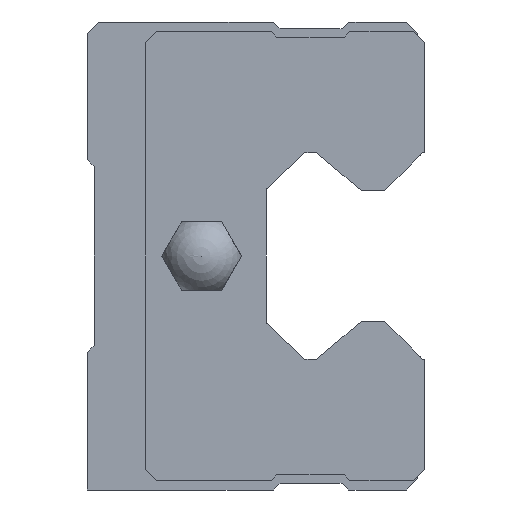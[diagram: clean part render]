
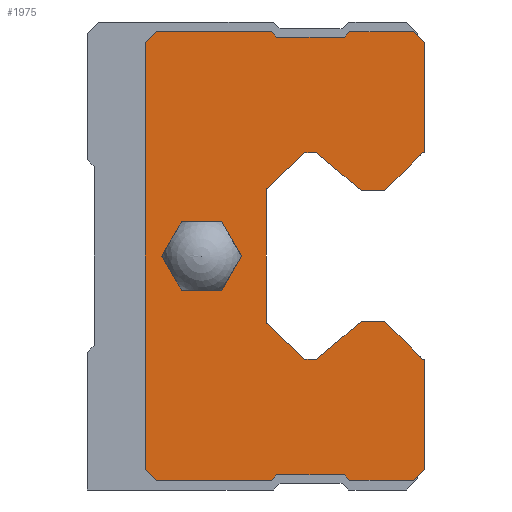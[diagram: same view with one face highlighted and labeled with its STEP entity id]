
A CAD part, left-side view. The second image highlights one B-rep face of the part: STEP entity #1975.
In plain terms, the highlighted planar face has unit normal (-1, 0, 0).
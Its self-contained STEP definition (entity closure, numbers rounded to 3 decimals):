
#494=ORIENTED_EDGE('',*,*,#675,.F.);
#495=ORIENTED_EDGE('',*,*,#672,.F.);
#496=ORIENTED_EDGE('',*,*,#669,.F.);
#497=ORIENTED_EDGE('',*,*,#666,.F.);
#498=ORIENTED_EDGE('',*,*,#663,.F.);
#499=ORIENTED_EDGE('',*,*,#660,.F.);
#500=ORIENTED_EDGE('',*,*,#655,.F.);
#501=ORIENTED_EDGE('',*,*,#813,.F.);
#502=ORIENTED_EDGE('',*,*,#811,.F.);
#503=ORIENTED_EDGE('',*,*,#809,.F.);
#504=ORIENTED_EDGE('',*,*,#807,.F.);
#505=ORIENTED_EDGE('',*,*,#805,.F.);
#506=ORIENTED_EDGE('',*,*,#803,.F.);
#507=ORIENTED_EDGE('',*,*,#801,.F.);
#508=ORIENTED_EDGE('',*,*,#799,.F.);
#509=ORIENTED_EDGE('',*,*,#797,.F.);
#510=ORIENTED_EDGE('',*,*,#832,.F.);
#511=ORIENTED_EDGE('',*,*,#830,.F.);
#512=ORIENTED_EDGE('',*,*,#828,.F.);
#513=ORIENTED_EDGE('',*,*,#826,.F.);
#514=ORIENTED_EDGE('',*,*,#824,.F.);
#515=ORIENTED_EDGE('',*,*,#822,.F.);
#516=ORIENTED_EDGE('',*,*,#820,.F.);
#517=ORIENTED_EDGE('',*,*,#818,.F.);
#518=ORIENTED_EDGE('',*,*,#816,.F.);
#519=ORIENTED_EDGE('',*,*,#814,.F.);
#520=ORIENTED_EDGE('',*,*,#687,.F.);
#521=ORIENTED_EDGE('',*,*,#684,.F.);
#522=ORIENTED_EDGE('',*,*,#681,.F.);
#523=ORIENTED_EDGE('',*,*,#678,.F.);
#524=ORIENTED_EDGE('',*,*,#833,.T.);
#525=ORIENTED_EDGE('',*,*,#834,.T.);
#526=ORIENTED_EDGE('',*,*,#835,.T.);
#527=ORIENTED_EDGE('',*,*,#836,.T.);
#528=ORIENTED_EDGE('',*,*,#837,.T.);
#529=ORIENTED_EDGE('',*,*,#838,.T.);
#655=EDGE_CURVE('',#917,#918,#1109,.T.);
#660=EDGE_CURVE('',#918,#922,#1114,.T.);
#663=EDGE_CURVE('',#922,#924,#1117,.T.);
#666=EDGE_CURVE('',#924,#926,#1120,.T.);
#669=EDGE_CURVE('',#926,#928,#1123,.T.);
#672=EDGE_CURVE('',#928,#930,#1126,.T.);
#675=EDGE_CURVE('',#930,#932,#1129,.T.);
#678=EDGE_CURVE('',#932,#934,#1132,.T.);
#681=EDGE_CURVE('',#934,#936,#1135,.T.);
#684=EDGE_CURVE('',#936,#938,#1138,.T.);
#687=EDGE_CURVE('',#938,#940,#1141,.T.);
#797=EDGE_CURVE('',#1011,#1012,#1238,.T.);
#799=EDGE_CURVE('',#1012,#1013,#1240,.T.);
#801=EDGE_CURVE('',#1013,#1014,#1242,.T.);
#803=EDGE_CURVE('',#1014,#1015,#1244,.T.);
#805=EDGE_CURVE('',#1015,#1016,#1246,.T.);
#807=EDGE_CURVE('',#1016,#1017,#1248,.T.);
#809=EDGE_CURVE('',#1017,#1018,#1250,.T.);
#811=EDGE_CURVE('',#1018,#1019,#1252,.T.);
#813=EDGE_CURVE('',#1019,#917,#1254,.T.);
#814=EDGE_CURVE('',#940,#1020,#1255,.T.);
#816=EDGE_CURVE('',#1020,#1021,#1257,.T.);
#818=EDGE_CURVE('',#1021,#1022,#1259,.T.);
#820=EDGE_CURVE('',#1022,#1023,#1261,.T.);
#822=EDGE_CURVE('',#1023,#1024,#1263,.T.);
#824=EDGE_CURVE('',#1024,#1025,#1265,.T.);
#826=EDGE_CURVE('',#1025,#1026,#1267,.T.);
#828=EDGE_CURVE('',#1026,#1027,#1269,.T.);
#830=EDGE_CURVE('',#1027,#1028,#1271,.T.);
#832=EDGE_CURVE('',#1028,#1011,#1273,.T.);
#833=EDGE_CURVE('',#1029,#1030,#1274,.T.);
#834=EDGE_CURVE('',#1030,#1031,#1275,.T.);
#835=EDGE_CURVE('',#1031,#1032,#1276,.T.);
#836=EDGE_CURVE('',#1032,#1033,#1277,.T.);
#837=EDGE_CURVE('',#1033,#1034,#1278,.T.);
#838=EDGE_CURVE('',#1034,#1029,#1279,.T.);
#917=VERTEX_POINT('',#2761);
#918=VERTEX_POINT('',#2763);
#922=VERTEX_POINT('',#2773);
#924=VERTEX_POINT('',#2779);
#926=VERTEX_POINT('',#2785);
#928=VERTEX_POINT('',#2791);
#930=VERTEX_POINT('',#2797);
#932=VERTEX_POINT('',#2803);
#934=VERTEX_POINT('',#2809);
#936=VERTEX_POINT('',#2815);
#938=VERTEX_POINT('',#2821);
#940=VERTEX_POINT('',#2827);
#1011=VERTEX_POINT('',#3057);
#1012=VERTEX_POINT('',#3059);
#1013=VERTEX_POINT('',#3063);
#1014=VERTEX_POINT('',#3067);
#1015=VERTEX_POINT('',#3071);
#1016=VERTEX_POINT('',#3075);
#1017=VERTEX_POINT('',#3079);
#1018=VERTEX_POINT('',#3083);
#1019=VERTEX_POINT('',#3087);
#1020=VERTEX_POINT('',#3093);
#1021=VERTEX_POINT('',#3097);
#1022=VERTEX_POINT('',#3101);
#1023=VERTEX_POINT('',#3105);
#1024=VERTEX_POINT('',#3109);
#1025=VERTEX_POINT('',#3113);
#1026=VERTEX_POINT('',#3117);
#1027=VERTEX_POINT('',#3121);
#1028=VERTEX_POINT('',#3125);
#1029=VERTEX_POINT('',#3131);
#1030=VERTEX_POINT('',#3132);
#1031=VERTEX_POINT('',#3134);
#1032=VERTEX_POINT('',#3136);
#1033=VERTEX_POINT('',#3138);
#1034=VERTEX_POINT('',#3140);
#1109=LINE('',#2762,#1360);
#1114=LINE('',#2772,#1365);
#1117=LINE('',#2778,#1368);
#1120=LINE('',#2784,#1371);
#1123=LINE('',#2790,#1374);
#1126=LINE('',#2796,#1377);
#1129=LINE('',#2802,#1380);
#1132=LINE('',#2808,#1383);
#1135=LINE('',#2814,#1386);
#1138=LINE('',#2820,#1389);
#1141=LINE('',#2826,#1392);
#1238=LINE('',#3058,#1489);
#1240=LINE('',#3062,#1491);
#1242=LINE('',#3066,#1493);
#1244=LINE('',#3070,#1495);
#1246=LINE('',#3074,#1497);
#1248=LINE('',#3078,#1499);
#1250=LINE('',#3082,#1501);
#1252=LINE('',#3086,#1503);
#1254=LINE('',#3090,#1505);
#1255=LINE('',#3092,#1506);
#1257=LINE('',#3096,#1508);
#1259=LINE('',#3100,#1510);
#1261=LINE('',#3104,#1512);
#1263=LINE('',#3108,#1514);
#1265=LINE('',#3112,#1516);
#1267=LINE('',#3116,#1518);
#1269=LINE('',#3120,#1520);
#1271=LINE('',#3124,#1522);
#1273=LINE('',#3128,#1524);
#1274=LINE('',#3130,#1525);
#1275=LINE('',#3133,#1526);
#1276=LINE('',#3135,#1527);
#1277=LINE('',#3137,#1528);
#1278=LINE('',#3139,#1529);
#1279=LINE('',#3141,#1530);
#1360=VECTOR('',#2217,1000.);
#1365=VECTOR('',#2224,1000.);
#1368=VECTOR('',#2229,1000.);
#1371=VECTOR('',#2234,1000.);
#1374=VECTOR('',#2239,1000.);
#1377=VECTOR('',#2244,1000.);
#1380=VECTOR('',#2249,1000.);
#1383=VECTOR('',#2254,1000.);
#1386=VECTOR('',#2259,1000.);
#1389=VECTOR('',#2264,1000.);
#1392=VECTOR('',#2269,1000.);
#1489=VECTOR('',#2492,1000.);
#1491=VECTOR('',#2496,1000.);
#1493=VECTOR('',#2500,1000.);
#1495=VECTOR('',#2504,1000.);
#1497=VECTOR('',#2508,1000.);
#1499=VECTOR('',#2512,1000.);
#1501=VECTOR('',#2516,1000.);
#1503=VECTOR('',#2520,1000.);
#1505=VECTOR('',#2524,1000.);
#1506=VECTOR('',#2527,1000.);
#1508=VECTOR('',#2531,1000.);
#1510=VECTOR('',#2535,1000.);
#1512=VECTOR('',#2539,1000.);
#1514=VECTOR('',#2543,1000.);
#1516=VECTOR('',#2547,1000.);
#1518=VECTOR('',#2551,1000.);
#1520=VECTOR('',#2555,1000.);
#1522=VECTOR('',#2559,1000.);
#1524=VECTOR('',#2563,1000.);
#1525=VECTOR('',#2566,1000.);
#1526=VECTOR('',#2567,1000.);
#1527=VECTOR('',#2568,1000.);
#1528=VECTOR('',#2569,1000.);
#1529=VECTOR('',#2570,1000.);
#1530=VECTOR('',#2571,1000.);
#1652=EDGE_LOOP('',(#494,#495,#496,#497,#498,#499,#500,#501,#502,#503,#504,
#505,#506,#507,#508,#509,#510,#511,#512,#513,#514,#515,#516,#517,#518,#519,
#520,#521,#522,#523));
#1653=EDGE_LOOP('',(#524,#525,#526,#527,#528,#529));
#1773=FACE_BOUND('',#1652,.T.);
#1774=FACE_BOUND('',#1653,.T.);
#1872=PLANE('',#2107);
#1975=ADVANCED_FACE('',(#1773,#1774),#1872,.F.);
#2107=AXIS2_PLACEMENT_3D('',#3129,#2564,#2565);
#2217=DIRECTION('',(0.,0.707,-0.707));
#2224=DIRECTION('',(0.,1.,0.));
#2229=DIRECTION('',(0.,0.764,0.645));
#2234=DIRECTION('',(0.,1.,0.));
#2239=DIRECTION('',(0.,0.729,-0.685));
#2244=DIRECTION('',(0.,0.,-1.));
#2249=DIRECTION('',(0.,-0.729,-0.685));
#2254=DIRECTION('',(0.,-1.,0.));
#2259=DIRECTION('',(0.,-0.764,0.645));
#2264=DIRECTION('',(0.,-1.,0.));
#2269=DIRECTION('',(0.,-0.707,-0.707));
#2492=DIRECTION('',(0.,-0.707,0.707));
#2496=DIRECTION('',(0.,-1.,0.));
#2500=DIRECTION('',(0.,-0.707,-0.707));
#2504=DIRECTION('',(0.,-1.,0.));
#2508=DIRECTION('',(0.,-0.707,0.707));
#2512=DIRECTION('',(0.,-1.,0.));
#2516=DIRECTION('',(0.,-0.707,-0.707));
#2520=DIRECTION('',(0.,0.,-1.));
#2524=DIRECTION('',(0.,1.,0.));
#2527=DIRECTION('',(0.,-1.,0.));
#2531=DIRECTION('',(0.,0.,-1.));
#2535=DIRECTION('',(0.,0.707,-0.707));
#2539=DIRECTION('',(0.,1.,0.));
#2543=DIRECTION('',(0.,0.707,0.707));
#2547=DIRECTION('',(0.,1.,0.));
#2551=DIRECTION('',(0.,0.707,-0.707));
#2555=DIRECTION('',(0.,1.,0.));
#2559=DIRECTION('',(0.,0.707,0.707));
#2563=DIRECTION('',(0.,0.,1.));
#2564=DIRECTION('',(1.,0.,0.));
#2565=DIRECTION('',(0.,0.,-1.));
#2566=DIRECTION('',(0.,1.,0.));
#2567=DIRECTION('',(0.,0.5,0.866));
#2568=DIRECTION('',(0.,-0.5,0.866));
#2569=DIRECTION('',(0.,-1.,0.));
#2570=DIRECTION('',(0.,-0.5,-0.866));
#2571=DIRECTION('',(0.,0.5,-0.866));
#2761=CARTESIAN_POINT('',(-30.5,-24.35,7.5));
#2762=CARTESIAN_POINT('',(-30.5,-24.35,7.5));
#2763=CARTESIAN_POINT('',(-30.5,-21.6,4.75));
#2772=CARTESIAN_POINT('',(-30.5,-21.6,4.75));
#2773=CARTESIAN_POINT('',(-30.5,-19.9,4.75));
#2778=CARTESIAN_POINT('',(-30.5,-19.9,4.75));
#2779=CARTESIAN_POINT('',(-30.5,-16.64,7.5));
#2784=CARTESIAN_POINT('',(-30.5,-16.64,7.5));
#2785=CARTESIAN_POINT('',(-30.5,-15.8,7.5));
#2790=CARTESIAN_POINT('',(-30.5,-15.8,7.5));
#2791=CARTESIAN_POINT('',(-30.5,-13.,4.87));
#2796=CARTESIAN_POINT('',(-30.5,-13.,4.87));
#2797=CARTESIAN_POINT('',(-30.5,-13.,-4.87));
#2802=CARTESIAN_POINT('',(-30.5,-13.,-4.87));
#2803=CARTESIAN_POINT('',(-30.5,-15.8,-7.5));
#2808=CARTESIAN_POINT('',(-30.5,-15.8,-7.5));
#2809=CARTESIAN_POINT('',(-30.5,-16.64,-7.5));
#2814=CARTESIAN_POINT('',(-30.5,-16.64,-7.5));
#2815=CARTESIAN_POINT('',(-30.5,-19.9,-4.75));
#2820=CARTESIAN_POINT('',(-30.5,-19.9,-4.75));
#2821=CARTESIAN_POINT('',(-30.5,-21.6,-4.75));
#2826=CARTESIAN_POINT('',(-30.5,-21.6,-4.75));
#2827=CARTESIAN_POINT('',(-30.5,-24.35,-7.5));
#3057=CARTESIAN_POINT('',(-30.5,-4.2,15.5));
#3058=CARTESIAN_POINT('',(-30.5,-4.2,15.5));
#3059=CARTESIAN_POINT('',(-30.5,-5.,16.3));
#3062=CARTESIAN_POINT('',(-30.5,-5.,16.3));
#3063=CARTESIAN_POINT('',(-30.5,-13.36,16.3));
#3066=CARTESIAN_POINT('',(-30.5,-13.36,16.3));
#3067=CARTESIAN_POINT('',(-30.5,-13.76,15.9));
#3070=CARTESIAN_POINT('',(-30.5,-13.76,15.9));
#3071=CARTESIAN_POINT('',(-30.5,-18.66,15.9));
#3074=CARTESIAN_POINT('',(-30.5,-18.66,15.9));
#3075=CARTESIAN_POINT('',(-30.5,-19.06,16.3));
#3078=CARTESIAN_POINT('',(-30.5,-19.06,16.3));
#3079=CARTESIAN_POINT('',(-30.5,-23.7,16.3));
#3082=CARTESIAN_POINT('',(-30.5,-23.7,16.3));
#3083=CARTESIAN_POINT('',(-30.5,-24.5,15.5));
#3086=CARTESIAN_POINT('',(-30.5,-24.5,15.5));
#3087=CARTESIAN_POINT('',(-30.5,-24.5,7.5));
#3090=CARTESIAN_POINT('',(-30.5,-24.5,7.5));
#3092=CARTESIAN_POINT('',(-30.5,-24.35,-7.5));
#3093=CARTESIAN_POINT('',(-30.5,-24.5,-7.5));
#3096=CARTESIAN_POINT('',(-30.5,-24.5,-7.5));
#3097=CARTESIAN_POINT('',(-30.5,-24.5,-15.5));
#3100=CARTESIAN_POINT('',(-30.5,-24.5,-15.5));
#3101=CARTESIAN_POINT('',(-30.5,-23.7,-16.3));
#3104=CARTESIAN_POINT('',(-30.5,-23.7,-16.3));
#3105=CARTESIAN_POINT('',(-30.5,-19.06,-16.3));
#3108=CARTESIAN_POINT('',(-30.5,-19.06,-16.3));
#3109=CARTESIAN_POINT('',(-30.5,-18.66,-15.9));
#3112=CARTESIAN_POINT('',(-30.5,-18.66,-15.9));
#3113=CARTESIAN_POINT('',(-30.5,-13.76,-15.9));
#3116=CARTESIAN_POINT('',(-30.5,-13.76,-15.9));
#3117=CARTESIAN_POINT('',(-30.5,-13.36,-16.3));
#3120=CARTESIAN_POINT('',(-30.5,-13.36,-16.3));
#3121=CARTESIAN_POINT('',(-30.5,-5.,-16.3));
#3124=CARTESIAN_POINT('',(-30.5,-5.,-16.3));
#3125=CARTESIAN_POINT('',(-30.5,-4.2,-15.5));
#3128=CARTESIAN_POINT('',(-30.5,-4.2,-15.5));
#3129=CARTESIAN_POINT('',(-30.5,0.,0.));
#3130=CARTESIAN_POINT('',(-30.5,-9.743,-2.5));
#3131=CARTESIAN_POINT('',(-30.5,-9.743,-2.5));
#3132=CARTESIAN_POINT('',(-30.5,-6.857,-2.5));
#3133=CARTESIAN_POINT('',(-30.5,-6.857,-2.5));
#3134=CARTESIAN_POINT('',(-30.5,-5.413,0.));
#3135=CARTESIAN_POINT('',(-30.5,-5.413,0.));
#3136=CARTESIAN_POINT('',(-30.5,-6.857,2.5));
#3137=CARTESIAN_POINT('',(-30.5,-6.857,2.5));
#3138=CARTESIAN_POINT('',(-30.5,-9.743,2.5));
#3139=CARTESIAN_POINT('',(-30.5,-9.743,2.5));
#3140=CARTESIAN_POINT('',(-30.5,-11.187,0.));
#3141=CARTESIAN_POINT('',(-30.5,-11.187,0.));
